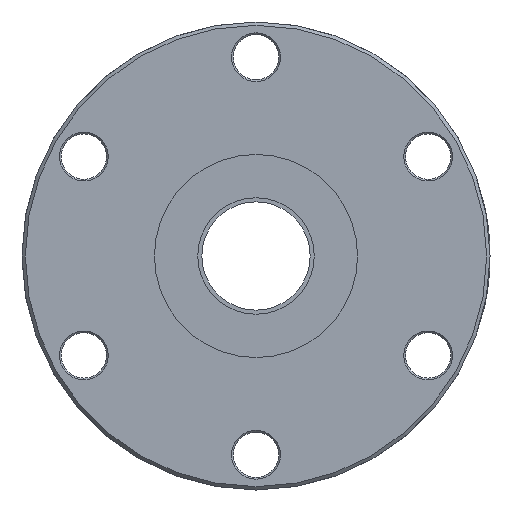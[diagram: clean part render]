
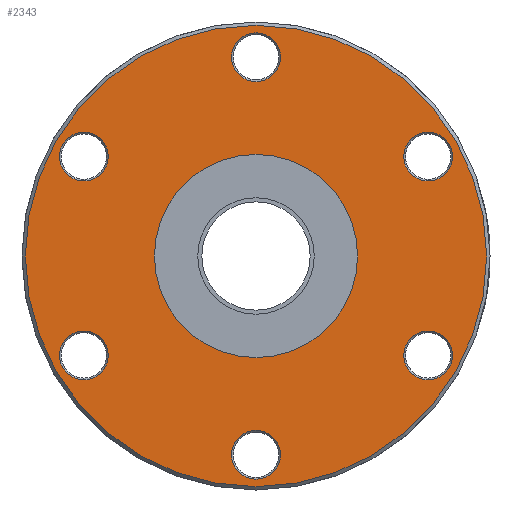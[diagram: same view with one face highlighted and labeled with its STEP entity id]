
A CAD part, front view. The second image highlights one B-rep face of the part: STEP entity #2343.
In plain terms, the highlighted planar face has unit normal (0, -1, 0).
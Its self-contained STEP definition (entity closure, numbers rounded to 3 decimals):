
#194=FACE_BOUND('',#425,.T.);
#195=FACE_BOUND('',#426,.T.);
#196=FACE_BOUND('',#427,.T.);
#197=FACE_BOUND('',#428,.T.);
#198=FACE_BOUND('',#429,.T.);
#199=FACE_BOUND('',#430,.T.);
#200=FACE_BOUND('',#431,.T.);
#219=PLANE('',#2553);
#289=FACE_OUTER_BOUND('',#424,.T.);
#424=EDGE_LOOP('',(#1593));
#425=EDGE_LOOP('',(#1594));
#426=EDGE_LOOP('',(#1595));
#427=EDGE_LOOP('',(#1596));
#428=EDGE_LOOP('',(#1597));
#429=EDGE_LOOP('',(#1598));
#430=EDGE_LOOP('',(#1599));
#431=EDGE_LOOP('',(#1600));
#868=CIRCLE('',#2547,9.55);
#872=CIRCLE('',#2552,34.05);
#873=CIRCLE('',#2554,3.6);
#874=CIRCLE('',#2555,3.6);
#875=CIRCLE('',#2556,3.6);
#876=CIRCLE('',#2557,3.6);
#877=CIRCLE('',#2558,3.6);
#878=CIRCLE('',#2559,3.6);
#974=VERTEX_POINT('',#3386);
#978=VERTEX_POINT('',#3396);
#979=VERTEX_POINT('',#3400);
#980=VERTEX_POINT('',#3402);
#981=VERTEX_POINT('',#3404);
#982=VERTEX_POINT('',#3406);
#983=VERTEX_POINT('',#3408);
#984=VERTEX_POINT('',#3410);
#1218=EDGE_CURVE('',#974,#974,#868,.T.);
#1224=EDGE_CURVE('',#978,#978,#872,.T.);
#1225=EDGE_CURVE('',#979,#979,#873,.T.);
#1226=EDGE_CURVE('',#980,#980,#874,.T.);
#1227=EDGE_CURVE('',#981,#981,#875,.T.);
#1228=EDGE_CURVE('',#982,#982,#876,.T.);
#1229=EDGE_CURVE('',#983,#983,#877,.T.);
#1230=EDGE_CURVE('',#984,#984,#878,.T.);
#1593=ORIENTED_EDGE('',*,*,#1224,.F.);
#1594=ORIENTED_EDGE('',*,*,#1218,.T.);
#1595=ORIENTED_EDGE('',*,*,#1225,.F.);
#1596=ORIENTED_EDGE('',*,*,#1226,.F.);
#1597=ORIENTED_EDGE('',*,*,#1227,.F.);
#1598=ORIENTED_EDGE('',*,*,#1228,.F.);
#1599=ORIENTED_EDGE('',*,*,#1229,.F.);
#1600=ORIENTED_EDGE('',*,*,#1230,.F.);
#2343=ADVANCED_FACE('',(#289,#194,#195,#196,#197,#198,#199,#200),#219,.T.);
#2547=AXIS2_PLACEMENT_3D('',#3387,#2782,#2783);
#2552=AXIS2_PLACEMENT_3D('',#3398,#2794,#2795);
#2553=AXIS2_PLACEMENT_3D('',#3399,#2796,#2797);
#2554=AXIS2_PLACEMENT_3D('',#3401,#2798,#2799);
#2555=AXIS2_PLACEMENT_3D('',#3403,#2800,#2801);
#2556=AXIS2_PLACEMENT_3D('',#3405,#2802,#2803);
#2557=AXIS2_PLACEMENT_3D('',#3407,#2804,#2805);
#2558=AXIS2_PLACEMENT_3D('',#3409,#2806,#2807);
#2559=AXIS2_PLACEMENT_3D('',#3411,#2808,#2809);
#2782=DIRECTION('center_axis',(0.,1.,0.));
#2783=DIRECTION('ref_axis',(-1.,0.,0.));
#2794=DIRECTION('center_axis',(0.,1.,0.));
#2795=DIRECTION('ref_axis',(1.,0.,0.));
#2796=DIRECTION('center_axis',(0.,-1.,0.));
#2797=DIRECTION('ref_axis',(0.,0.,-1.));
#2798=DIRECTION('center_axis',(0.,-1.,0.));
#2799=DIRECTION('ref_axis',(0.5,0.,0.866));
#2800=DIRECTION('center_axis',(0.,-1.,0.));
#2801=DIRECTION('ref_axis',(-1.,0.,0.));
#2802=DIRECTION('center_axis',(0.,-1.,0.));
#2803=DIRECTION('ref_axis',(0.5,0.,-0.866));
#2804=DIRECTION('center_axis',(0.,-1.,0.));
#2805=DIRECTION('ref_axis',(1.,0.,0.));
#2806=DIRECTION('center_axis',(0.,-1.,0.));
#2807=DIRECTION('ref_axis',(-0.5,0.,-0.866));
#2808=DIRECTION('center_axis',(0.,-1.,0.));
#2809=DIRECTION('ref_axis',(-0.5,0.,0.866));
#3386=CARTESIAN_POINT('',(9.55,0.,0.));
#3387=CARTESIAN_POINT('Origin',(0.,0.,0.));
#3396=CARTESIAN_POINT('',(-34.05,0.,0.));
#3398=CARTESIAN_POINT('Origin',(0.,0.,0.));
#3399=CARTESIAN_POINT('Origin',(-34.55,0.,0.));
#3400=CARTESIAN_POINT('',(23.618,0.,-17.793));
#3401=CARTESIAN_POINT('Origin',(25.418,0.,-14.675));
#3402=CARTESIAN_POINT('',(3.6,0.,29.35));
#3403=CARTESIAN_POINT('Origin',(0.,0.,29.35));
#3404=CARTESIAN_POINT('',(-27.218,0.,-11.557));
#3405=CARTESIAN_POINT('Origin',(-25.418,0.,-14.675));
#3406=CARTESIAN_POINT('',(-3.6,0.,-29.35));
#3407=CARTESIAN_POINT('Origin',(0.,0.,-29.35));
#3408=CARTESIAN_POINT('',(-23.618,0.,17.793));
#3409=CARTESIAN_POINT('Origin',(-25.418,0.,14.675));
#3410=CARTESIAN_POINT('',(27.218,0.,11.557));
#3411=CARTESIAN_POINT('Origin',(25.418,0.,14.675));
